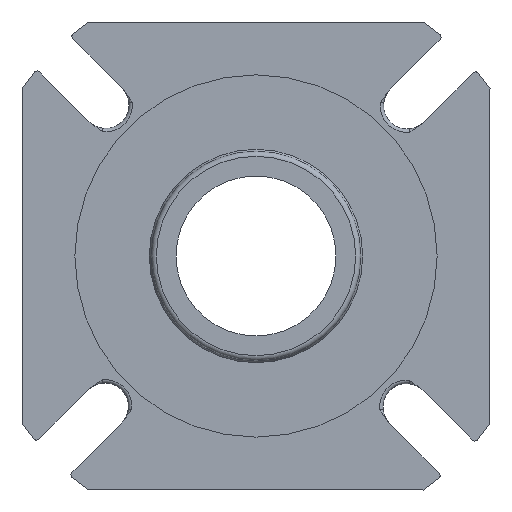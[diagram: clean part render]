
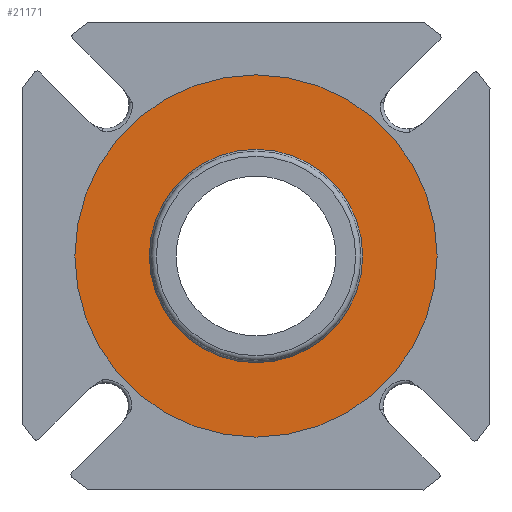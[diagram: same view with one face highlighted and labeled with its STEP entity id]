
A CAD part, left-side view. The second image highlights one B-rep face of the part: STEP entity #21171.
In plain terms, the highlighted planar face has unit normal (-1, 0, 0).
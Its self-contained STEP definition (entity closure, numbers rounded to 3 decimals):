
#7945=ORIENTED_EDGE('',*,*,#10239,.T.);
#7946=ORIENTED_EDGE('',*,*,#10238,.T.);
#10238=EDGE_CURVE('',#11755,#11755,#12317,.T.);
#10239=EDGE_CURVE('',#11756,#11756,#12318,.T.);
#11755=VERTEX_POINT('',#34751);
#11756=VERTEX_POINT('',#34754);
#12317=CIRCLE('',#22525,53.946);
#12318=CIRCLE('',#22527,31.783);
#13247=EDGE_LOOP('',(#7945));
#13248=EDGE_LOOP('',(#7946));
#14187=FACE_BOUND('',#13247,.T.);
#14188=FACE_BOUND('',#13248,.T.);
#14511=PLANE('',#22526);
#21171=ADVANCED_FACE('',(#14187,#14188),#14511,.F.);
#22525=AXIS2_PLACEMENT_3D('',#34750,#26356,#26357);
#22526=AXIS2_PLACEMENT_3D('',#34752,#26358,#26359);
#22527=AXIS2_PLACEMENT_3D('',#34753,#26360,#26361);
#26356=DIRECTION('',(-1.,0.,0.));
#26357=DIRECTION('',(0.,0.,1.));
#26358=DIRECTION('',(1.,0.,0.));
#26359=DIRECTION('',(0.,0.,-1.));
#26360=DIRECTION('',(1.,0.,0.));
#26361=DIRECTION('',(0.,0.,-1.));
#34750=CARTESIAN_POINT('',(-13.271,0.,0.));
#34751=CARTESIAN_POINT('',(-13.271,0.,53.946));
#34752=CARTESIAN_POINT('',(-13.271,0.,53.946));
#34753=CARTESIAN_POINT('',(-13.271,0.,0.));
#34754=CARTESIAN_POINT('',(-13.271,0.,-31.783));
